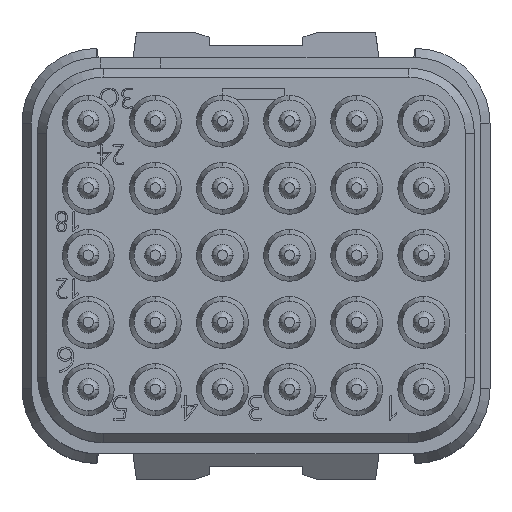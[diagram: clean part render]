
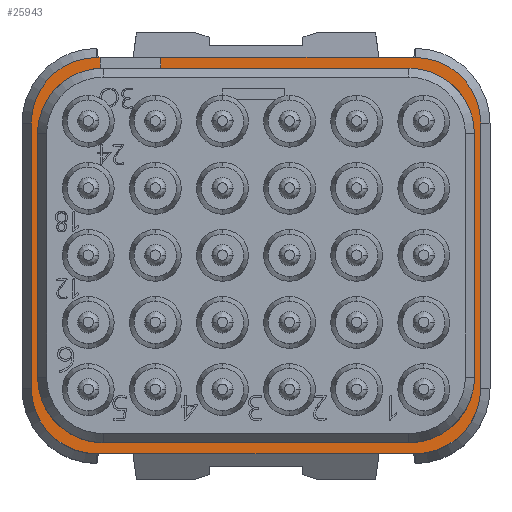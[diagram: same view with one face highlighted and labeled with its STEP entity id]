
A CAD part, top view. The second image highlights one B-rep face of the part: STEP entity #25943.
In plain terms, the highlighted planar face has unit normal (0, 0, 1).
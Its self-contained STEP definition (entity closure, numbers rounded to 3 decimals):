
#1=DIRECTION('',(1.,0.,0.));
#2=VECTOR('',#1,0.1);
#3=CARTESIAN_POINT('',(-5.1,6.35,0.));
#4=LINE('',#3,#2);
#5=DIRECTION('',(0.,1.,0.));
#6=VECTOR('',#5,0.352);
#7=CARTESIAN_POINT('',(-5.,5.998,0.));
#8=LINE('',#7,#6);
#9=CARTESIAN_POINT('',(-4.9,3.9,0.));
#10=DIRECTION('',(0.,0.,1.));
#11=DIRECTION('',(-0.048,0.999,0.));
#12=AXIS2_PLACEMENT_3D('',#9,#10,#11);
#14=DIRECTION('',(0.,-1.,0.));
#15=VECTOR('',#14,7.8);
#16=CARTESIAN_POINT('',(-7.,3.9,0.));
#17=LINE('',#16,#15);
#18=CARTESIAN_POINT('',(-4.9,-3.9,0.));
#19=DIRECTION('',(0.,0.,1.));
#20=DIRECTION('',(-1.,0.,0.));
#21=AXIS2_PLACEMENT_3D('',#18,#19,#20);
#23=DIRECTION('',(1.,0.,0.));
#24=VECTOR('',#23,9.8);
#25=CARTESIAN_POINT('',(-4.9,-6.,0.));
#26=LINE('',#25,#24);
#27=CARTESIAN_POINT('',(4.9,-3.9,0.));
#28=DIRECTION('',(0.,0.,1.));
#29=DIRECTION('',(0.,-1.,0.));
#30=AXIS2_PLACEMENT_3D('',#27,#28,#29);
#32=DIRECTION('',(0.,1.,0.));
#33=VECTOR('',#32,7.8);
#34=CARTESIAN_POINT('',(7.,-3.9,0.));
#35=LINE('',#34,#33);
#36=CARTESIAN_POINT('',(4.9,3.9,0.));
#37=DIRECTION('',(0.,0.,1.));
#38=DIRECTION('',(1.,0.,0.));
#39=AXIS2_PLACEMENT_3D('',#36,#37,#38);
#41=DIRECTION('',(-1.,0.,0.));
#42=VECTOR('',#41,7.95);
#43=CARTESIAN_POINT('',(4.9,6.,0.));
#44=LINE('',#43,#42);
#45=DIRECTION('',(0.,1.,0.));
#46=VECTOR('',#45,0.35);
#47=CARTESIAN_POINT('',(-3.05,6.,0.));
#48=LINE('',#47,#46);
#49=DIRECTION('',(1.,0.,0.));
#50=VECTOR('',#49,8.15);
#51=CARTESIAN_POINT('',(-3.05,6.35,0.));
#52=LINE('',#51,#50);
#53=DIRECTION('',(0.,-1.,0.));
#54=VECTOR('',#53,8.5);
#55=CARTESIAN_POINT('',(7.2,4.25,0.));
#56=LINE('',#55,#54);
#57=DIRECTION('',(-1.,0.,0.));
#58=VECTOR('',#57,10.2);
#59=CARTESIAN_POINT('',(5.1,-6.35,0.));
#60=LINE('',#59,#58);
#61=DIRECTION('',(0.,1.,0.));
#62=VECTOR('',#61,8.5);
#63=CARTESIAN_POINT('',(-7.2,-4.25,0.));
#64=LINE('',#63,#62);
#94=CARTESIAN_POINT('',(-5.1,4.25,0.));
#95=DIRECTION('',(0.,0.,-1.));
#96=DIRECTION('',(-1.,0.,0.));
#97=AXIS2_PLACEMENT_3D('',#94,#95,#96);
#112=CARTESIAN_POINT('',(-5.1,-4.25,0.));
#113=DIRECTION('',(0.,0.,-1.));
#114=DIRECTION('',(0.,-1.,0.));
#115=AXIS2_PLACEMENT_3D('',#112,#113,#114);
#134=CARTESIAN_POINT('',(5.1,-4.25,0.));
#135=DIRECTION('',(0.,0.,-1.));
#136=DIRECTION('',(1.,0.,0.));
#137=AXIS2_PLACEMENT_3D('',#134,#135,#136);
#156=CARTESIAN_POINT('',(5.1,4.25,0.));
#157=DIRECTION('',(0.,0.,-1.));
#158=DIRECTION('',(0.,1.,0.));
#159=AXIS2_PLACEMENT_3D('',#156,#157,#158);
#21396=CARTESIAN_POINT('',(5.1,6.35,0.));
#21397=CARTESIAN_POINT('',(7.2,4.25,0.));
#21398=VERTEX_POINT('',#21396);
#21399=VERTEX_POINT('',#21397);
#21400=CARTESIAN_POINT('',(-7.2,4.25,0.));
#21401=CARTESIAN_POINT('',(-5.1,6.35,0.));
#21402=VERTEX_POINT('',#21400);
#21403=VERTEX_POINT('',#21401);
#21404=CARTESIAN_POINT('',(-5.1,-6.35,0.));
#21405=CARTESIAN_POINT('',(-7.2,-4.25,0.));
#21406=VERTEX_POINT('',#21404);
#21407=VERTEX_POINT('',#21405);
#21408=CARTESIAN_POINT('',(7.2,-4.25,0.));
#21409=CARTESIAN_POINT('',(5.1,-6.35,0.));
#21410=VERTEX_POINT('',#21408);
#21411=VERTEX_POINT('',#21409);
#21460=CARTESIAN_POINT('',(-7.,3.9,0.));
#21461=CARTESIAN_POINT('',(-7.,-3.9,0.));
#21462=VERTEX_POINT('',#21460);
#21463=VERTEX_POINT('',#21461);
#21464=CARTESIAN_POINT('',(-4.9,-6.,0.));
#21465=VERTEX_POINT('',#21464);
#21466=CARTESIAN_POINT('',(4.9,-6.,0.));
#21467=VERTEX_POINT('',#21466);
#21468=CARTESIAN_POINT('',(7.,-3.9,0.));
#21469=VERTEX_POINT('',#21468);
#21470=CARTESIAN_POINT('',(7.,3.9,0.));
#21471=VERTEX_POINT('',#21470);
#21472=CARTESIAN_POINT('',(4.9,6.,0.));
#21473=VERTEX_POINT('',#21472);
#21482=CARTESIAN_POINT('',(-5.,6.35,0.));
#21483=VERTEX_POINT('',#21482);
#21484=CARTESIAN_POINT('',(-3.05,6.35,0.));
#21485=VERTEX_POINT('',#21484);
#21486=CARTESIAN_POINT('',(-3.05,6.,0.));
#21487=VERTEX_POINT('',#21486);
#21488=CARTESIAN_POINT('',(-5.,5.998,0.));
#21489=VERTEX_POINT('',#21488);
#25898=CARTESIAN_POINT('',(0.,0.,0.));
#25899=DIRECTION('',(0.,0.,1.));
#25900=DIRECTION('',(1.,0.,0.));
#25901=AXIS2_PLACEMENT_3D('',#25898,#25899,#25900);
#25902=PLANE('',#25901);
#25904=ORIENTED_EDGE('',*,*,#25903,.T.);
#25906=ORIENTED_EDGE('',*,*,#25905,.F.);
#25908=ORIENTED_EDGE('',*,*,#25907,.T.);
#25910=ORIENTED_EDGE('',*,*,#25909,.T.);
#25912=ORIENTED_EDGE('',*,*,#25911,.T.);
#25914=ORIENTED_EDGE('',*,*,#25913,.T.);
#25916=ORIENTED_EDGE('',*,*,#25915,.T.);
#25918=ORIENTED_EDGE('',*,*,#25917,.T.);
#25920=ORIENTED_EDGE('',*,*,#25919,.T.);
#25922=ORIENTED_EDGE('',*,*,#25921,.T.);
#25924=ORIENTED_EDGE('',*,*,#25923,.T.);
#25926=ORIENTED_EDGE('',*,*,#25925,.T.);
#25928=ORIENTED_EDGE('',*,*,#25927,.T.);
#25930=ORIENTED_EDGE('',*,*,#25929,.T.);
#25932=ORIENTED_EDGE('',*,*,#25931,.T.);
#25934=ORIENTED_EDGE('',*,*,#25933,.T.);
#25936=ORIENTED_EDGE('',*,*,#25935,.T.);
#25938=ORIENTED_EDGE('',*,*,#25937,.T.);
#25940=ORIENTED_EDGE('',*,*,#25939,.T.);
#25941=EDGE_LOOP('',(#25904,#25906,#25908,#25910,#25912,#25914,#25916,#25918,
#25920,#25922,#25924,#25926,#25928,#25930,#25932,#25934,#25936,#25938,#25940));
#25942=FACE_OUTER_BOUND('',#25941,.F.);
#25943=ADVANCED_FACE('',(#25942),#25902,.T.);
#13=CIRCLE('',#12,2.1);
#22=CIRCLE('',#21,2.1);
#31=CIRCLE('',#30,2.1);
#40=CIRCLE('',#39,2.1);
#98=CIRCLE('',#97,2.1);
#116=CIRCLE('',#115,2.1);
#138=CIRCLE('',#137,2.1);
#160=CIRCLE('',#159,2.1);
#25903=EDGE_CURVE('',#21403,#21483,#4,.T.);
#25905=EDGE_CURVE('',#21489,#21483,#8,.T.);
#25907=EDGE_CURVE('',#21489,#21462,#13,.T.);
#25909=EDGE_CURVE('',#21462,#21463,#17,.T.);
#25911=EDGE_CURVE('',#21463,#21465,#22,.T.);
#25913=EDGE_CURVE('',#21465,#21467,#26,.T.);
#25915=EDGE_CURVE('',#21467,#21469,#31,.T.);
#25917=EDGE_CURVE('',#21469,#21471,#35,.T.);
#25919=EDGE_CURVE('',#21471,#21473,#40,.T.);
#25921=EDGE_CURVE('',#21473,#21487,#44,.T.);
#25923=EDGE_CURVE('',#21487,#21485,#48,.T.);
#25925=EDGE_CURVE('',#21485,#21398,#52,.T.);
#25927=EDGE_CURVE('',#21398,#21399,#160,.T.);
#25929=EDGE_CURVE('',#21399,#21410,#56,.T.);
#25931=EDGE_CURVE('',#21410,#21411,#138,.T.);
#25933=EDGE_CURVE('',#21411,#21406,#60,.T.);
#25935=EDGE_CURVE('',#21406,#21407,#116,.T.);
#25937=EDGE_CURVE('',#21407,#21402,#64,.T.);
#25939=EDGE_CURVE('',#21402,#21403,#98,.T.);
